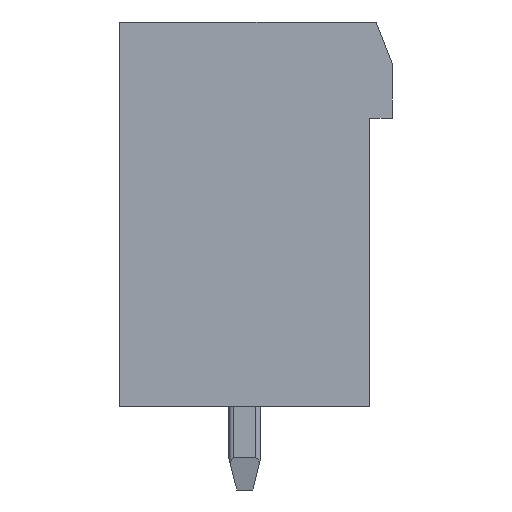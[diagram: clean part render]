
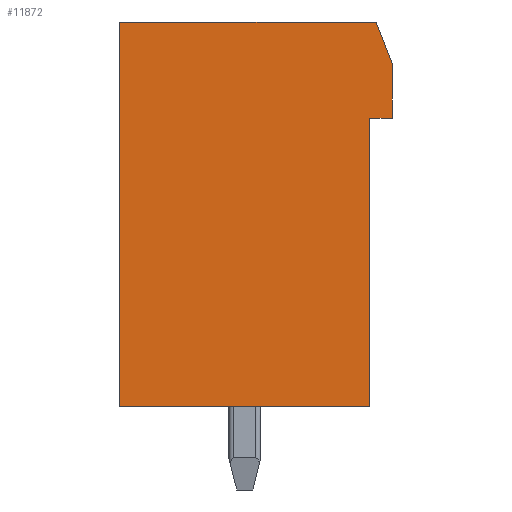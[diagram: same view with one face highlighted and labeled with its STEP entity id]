
A CAD part, left-side view. The second image highlights one B-rep face of the part: STEP entity #11872.
In plain terms, the highlighted planar face has unit normal (-1, 0, 0).
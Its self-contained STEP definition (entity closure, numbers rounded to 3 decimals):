
#530=DIRECTION('',(0.,0.,1.));
#531=VECTOR('',#530,12.);
#532=CARTESIAN_POINT('',(-38.8,3.9,-12.));
#533=LINE('',#532,#531);
#534=DIRECTION('',(0.,-1.,0.));
#535=VECTOR('',#534,8.);
#536=CARTESIAN_POINT('',(-38.8,3.9,0.));
#537=LINE('',#536,#535);
#538=DIRECTION('',(0.,-0.359,-0.933));
#539=VECTOR('',#538,1.393);
#540=CARTESIAN_POINT('',(-38.8,-4.1,0.));
#541=LINE('',#540,#539);
#542=DIRECTION('',(0.,0.,-1.));
#543=VECTOR('',#542,1.7);
#544=CARTESIAN_POINT('',(-38.8,-4.6,-1.3));
#545=LINE('',#544,#543);
#546=DIRECTION('',(0.,1.,0.));
#547=VECTOR('',#546,0.7);
#548=CARTESIAN_POINT('',(-38.8,-4.6,-3.));
#549=LINE('',#548,#547);
#550=DIRECTION('',(0.,0.,-1.));
#551=VECTOR('',#550,9.);
#552=CARTESIAN_POINT('',(-38.8,-3.9,-3.));
#553=LINE('',#552,#551);
#554=DIRECTION('',(0.,1.,0.));
#555=VECTOR('',#554,7.8);
#556=CARTESIAN_POINT('',(-38.8,-3.9,-12.));
#557=LINE('',#556,#555);
#10642=CARTESIAN_POINT('',(-38.8,-4.1,0.));
#10643=VERTEX_POINT('',#10642);
#10644=CARTESIAN_POINT('',(-38.8,-4.6,-1.3));
#10645=VERTEX_POINT('',#10644);
#10646=CARTESIAN_POINT('',(-38.8,3.9,-12.));
#10647=VERTEX_POINT('',#10646);
#10648=CARTESIAN_POINT('',(-38.8,3.9,0.));
#10649=VERTEX_POINT('',#10648);
#10650=CARTESIAN_POINT('',(-38.8,-4.6,-3.));
#10651=VERTEX_POINT('',#10650);
#10652=CARTESIAN_POINT('',(-38.8,-3.9,-3.));
#10653=VERTEX_POINT('',#10652);
#10654=CARTESIAN_POINT('',(-38.8,-3.9,-12.));
#10655=VERTEX_POINT('',#10654);
#11858=CARTESIAN_POINT('',(-38.8,5.513,-13.55));
#11859=DIRECTION('',(-1.,0.,0.));
#11860=DIRECTION('',(0.,-1.,0.));
#11861=AXIS2_PLACEMENT_3D('',#11858,#11859,#11860);
#11862=PLANE('',#11861);
#11863=ORIENTED_EDGE('',*,*,#11189,.T.);
#11864=ORIENTED_EDGE('',*,*,#11444,.T.);
#11865=ORIENTED_EDGE('',*,*,#11680,.T.);
#11866=ORIENTED_EDGE('',*,*,#11702,.T.);
#11867=ORIENTED_EDGE('',*,*,#11747,.T.);
#11868=ORIENTED_EDGE('',*,*,#11768,.T.);
#11869=ORIENTED_EDGE('',*,*,#11788,.T.);
#11870=EDGE_LOOP('',(#11863,#11864,#11865,#11866,#11867,#11868,#11869));
#11871=FACE_OUTER_BOUND('',#11870,.F.);
#11872=ADVANCED_FACE('',(#11871),#11862,.T.);
#11189=EDGE_CURVE('',#10647,#10649,#533,.T.);
#11444=EDGE_CURVE('',#10649,#10643,#537,.T.);
#11680=EDGE_CURVE('',#10643,#10645,#541,.T.);
#11702=EDGE_CURVE('',#10645,#10651,#545,.T.);
#11747=EDGE_CURVE('',#10651,#10653,#549,.T.);
#11768=EDGE_CURVE('',#10653,#10655,#553,.T.);
#11788=EDGE_CURVE('',#10655,#10647,#557,.T.);
